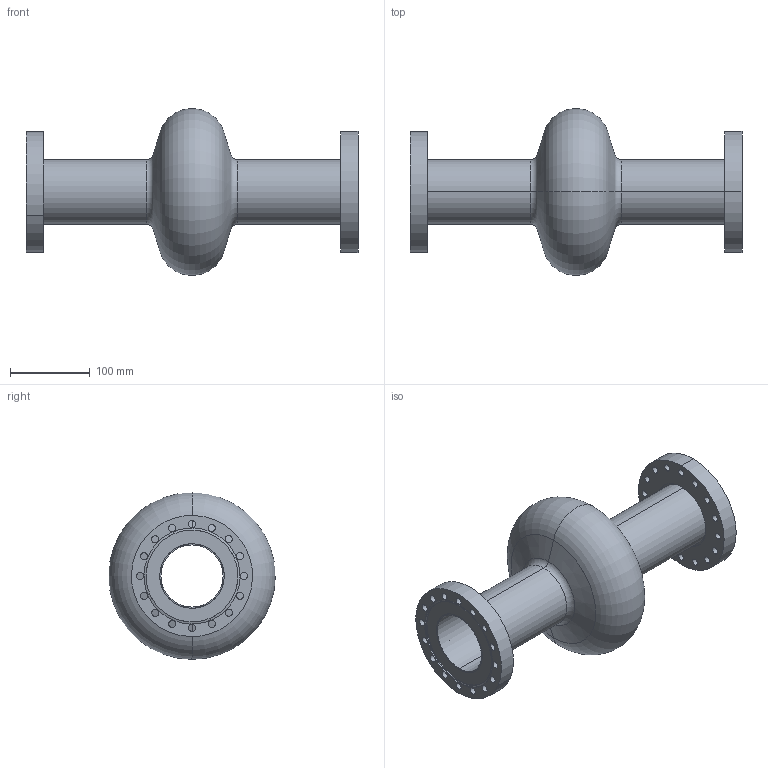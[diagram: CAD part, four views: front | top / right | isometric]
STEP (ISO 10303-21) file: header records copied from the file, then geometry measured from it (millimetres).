
FILE_DESCRIPTION (( 'STEP AP214' ), '1' );
FILE_NAME ('Cavità_1.3GHz_Flangiata.STEP', '2023-06-14T16:21:16', ( '' ), ( '' ), 'SwSTEP 2.0', 'SolidWorks 2022', '' );
FILE_SCHEMA (( 'AUTOMOTIVE_DESIGN' ));
Length unit declared in the file: millimetre
Products named in the file (3): Cavità_1.3GHz; CF100_(81mm)_CF100; Cavità_1.3GHz_Flangiata
Assembly tree (3 placements, depth 2):
  Cavità_1.3GHz_Flangiata
    Cavità_1.3GHz
    CF100_(81mm)_CF100  x2
Bounding box: 416.79 x 209.27 x 209.27 mm (x, y, z)
Volume: 737815.8 mm3; surface area: 431957.9 mm2
Topology: 3 solids, 3 shells, 126 faces, 316 edges, 200 vertices
Faces by surface type: cylinder 88, cone 16, torus 12, plane 10
Entity records: 2506 total; most frequent: DIRECTION 484, CARTESIAN_POINT 388, ORIENTED_EDGE 376, AXIS2_PLACEMENT_3D 212, EDGE_CURVE 188, CIRCLE 128, EDGE_LOOP 116, VERTEX_POINT 116
